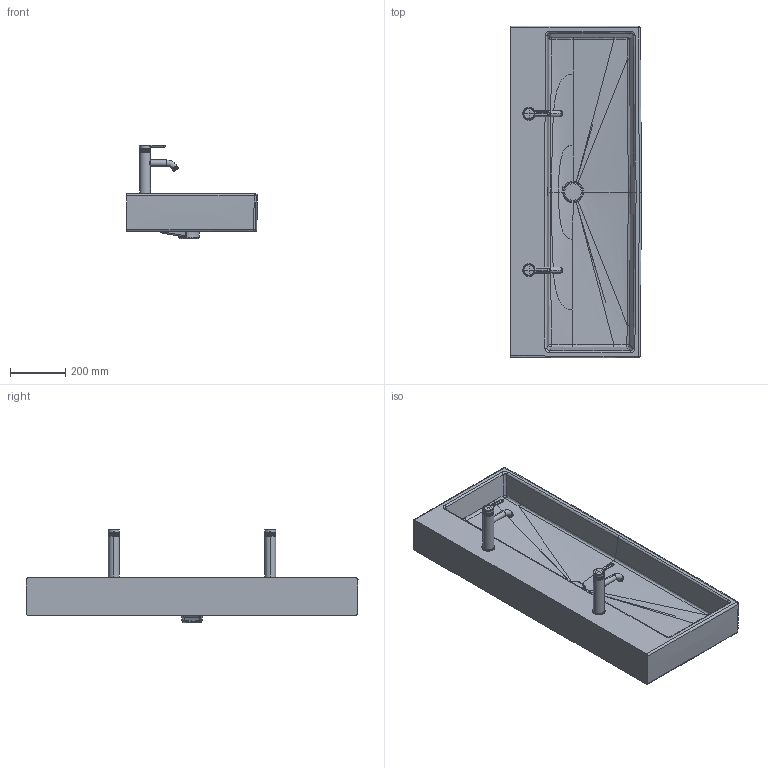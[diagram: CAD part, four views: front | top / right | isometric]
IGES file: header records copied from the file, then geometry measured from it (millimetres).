
Global section: file name: No Iges File Name specified; native system: Autodesk Inventor 2011; preprocessor: AutoDesk Inventor Iges Exporter R2011; author: Administrator; date: 20170704.134137; units: millimetre
Bounding box: 472.29 x 1200.18 x 337.45 mm (x, y, z)
Volume: 22507899.5 mm3; surface area: 2207716.8 mm2
Topology: 13 solids, 19 shells, 723 faces, 1720 edges, 1037 vertices
Faces by surface type: bspline 256, revolution 162, plane 151, cylinder 93, torus 41, cone 16, sphere 4
